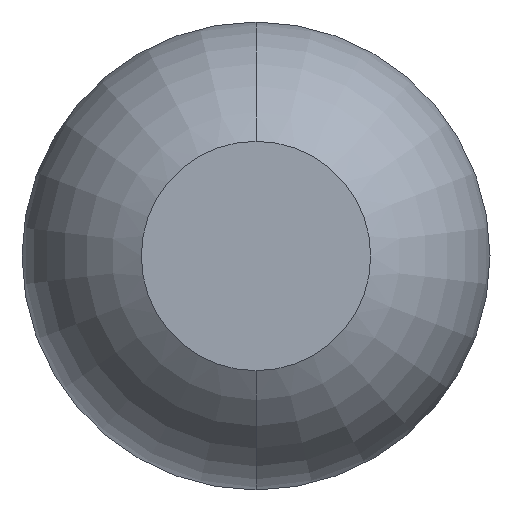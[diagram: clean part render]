
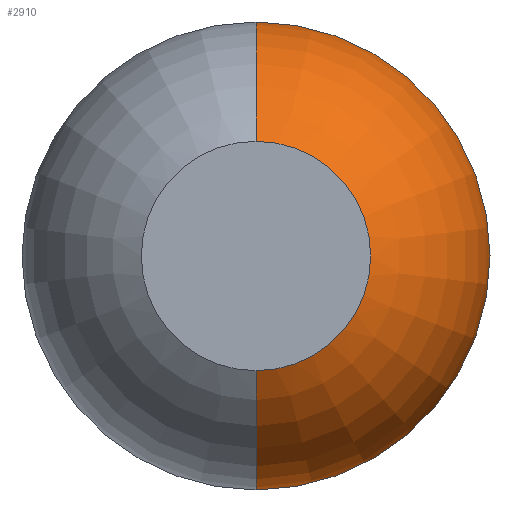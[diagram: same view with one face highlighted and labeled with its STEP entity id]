
A CAD part, front view. The second image highlights one B-rep face of the part: STEP entity #2910.
In plain terms, the highlighted toroidal (fillet/blend) face has major radius 0.01 mm and minor radius 0.5 mm.
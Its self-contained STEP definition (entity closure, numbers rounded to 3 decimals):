
#57 = ORIENTED_EDGE ( 'NONE', *, *, #2339, .F. ) ;
#347 = DIRECTION ( 'NONE',  ( 0., -1., 0. ) ) ;
#388 = VERTEX_POINT ( 'NONE', #2238 ) ;
#423 = AXIS2_PLACEMENT_3D ( 'NONE', #3431, #2561, #1649 ) ;
#507 = CARTESIAN_POINT ( 'NONE',  ( 0., -29.961, 0.01 ) ) ;
#676 = EDGE_LOOP ( 'NONE', ( #1578, #3110, #57, #3599 ) ) ;
#881 = CARTESIAN_POINT ( 'NONE',  ( 0., -30.4, -0.25 ) ) ;
#972 = DIRECTION ( 'NONE',  ( 1., 0., 0. ) ) ;
#1112 = CIRCLE ( 'NONE', #3666, 0.25 ) ;
#1336 = CARTESIAN_POINT ( 'NONE',  ( 0., -30.4, 0.25 ) ) ;
#1499 = DIRECTION ( 'NONE',  ( -1., 0., 0. ) ) ;
#1529 = FACE_OUTER_BOUND ( 'NONE', #676, .T. ) ;
#1571 = CIRCLE ( 'NONE', #2398, 0.5 ) ;
#1578 = ORIENTED_EDGE ( 'NONE', *, *, #2537, .F. ) ;
#1622 = AXIS2_PLACEMENT_3D ( 'NONE', #2778, #972, #1919 ) ;
#1642 = DIRECTION ( 'NONE',  ( 0., 1., 0. ) ) ;
#1649 = DIRECTION ( 'NONE',  ( 0., 0., 1. ) ) ;
#1812 = VERTEX_POINT ( 'NONE', #1336 ) ;
#1915 = DIRECTION ( 'NONE',  ( 0., 0., 1. ) ) ;
#1919 = DIRECTION ( 'NONE',  ( 0., 0., -1. ) ) ;
#1984 = AXIS2_PLACEMENT_3D ( 'NONE', #3147, #1642, #1915 ) ;
#2152 = VERTEX_POINT ( 'NONE', #3610 ) ;
#2154 = CARTESIAN_POINT ( 'NONE',  ( 0., -30.4, 0. ) ) ;
#2193 = VERTEX_POINT ( 'NONE', #881 ) ;
#2238 = CARTESIAN_POINT ( 'NONE',  ( 0., -29.961, 0.51 ) ) ;
#2339 = EDGE_CURVE ( 'Defeature ausgef�hrt1_6+Defeature ausgef�hrt1_5+Defeature ausgef�hrt1_5+Defeature ausgef�hrt1_5', #388, #2152, #2392, .T. ) ;
#2392 = CIRCLE ( 'NONE', #1984, 0.51 ) ;
#2398 = AXIS2_PLACEMENT_3D ( 'NONE', #507, #1499, #3841 ) ;
#2537 = EDGE_CURVE ( 'Defeature ausgef�hrt1_12+Defeature ausgef�hrt1_5+Defeature ausgef�hrt1_5+Defeature ausgef�hrt1_5', #2193, #1812, #1112, .T. ) ;
#2561 = DIRECTION ( 'NONE',  ( 0., 1., 0. ) ) ;
#2778 = CARTESIAN_POINT ( 'NONE',  ( 0., -29.961, -0.01 ) ) ;
#2910 = ADVANCED_FACE ( 'Defeature ausgef�hrt1_5', ( #1529 ), #3855, .T. ) ;
#2924 = EDGE_CURVE ( 'NONE', #1812, #388, #1571, .T. ) ;
#3110 = ORIENTED_EDGE ( 'NONE', *, *, #3152, .T. ) ;
#3147 = CARTESIAN_POINT ( 'NONE',  ( 0., -29.961, 0. ) ) ;
#3152 = EDGE_CURVE ( 'NONE', #2193, #2152, #3800, .T. ) ;
#3431 = CARTESIAN_POINT ( 'NONE',  ( 0., -29.961, 0. ) ) ;
#3599 = ORIENTED_EDGE ( 'NONE', *, *, #2924, .F. ) ;
#3610 = CARTESIAN_POINT ( 'NONE',  ( 0., -29.961, -0.51 ) ) ;
#3637 = DIRECTION ( 'NONE',  ( 0., 0., -1. ) ) ;
#3666 = AXIS2_PLACEMENT_3D ( 'NONE', #2154, #347, #3637 ) ;
#3800 = CIRCLE ( 'NONE', #1622, 0.5 ) ;
#3841 = DIRECTION ( 'NONE',  ( 0., 0., 1. ) ) ;
#3855 = TOROIDAL_SURFACE ( 'NONE', #423, 0.01, 0.5 ) ;
